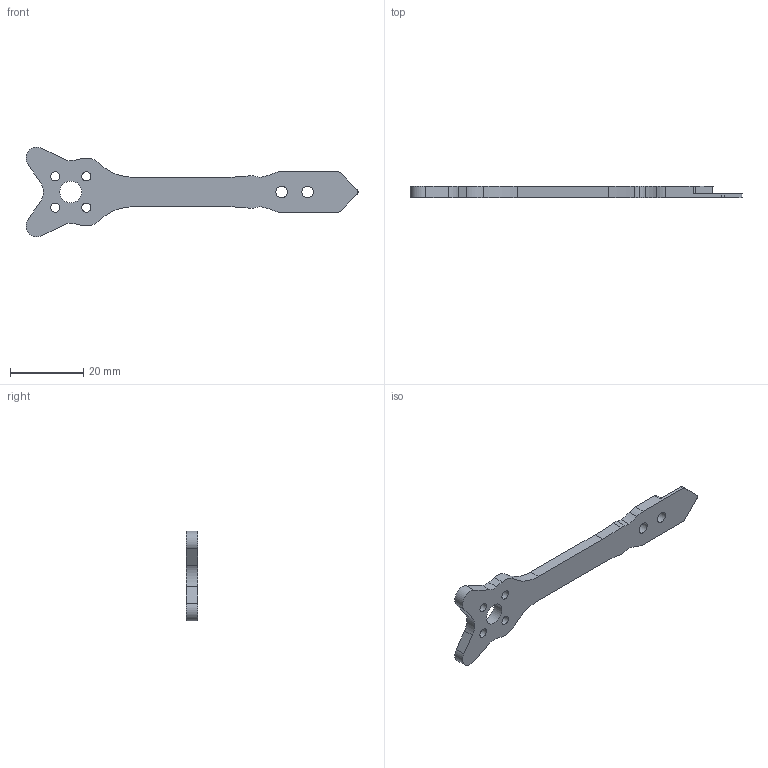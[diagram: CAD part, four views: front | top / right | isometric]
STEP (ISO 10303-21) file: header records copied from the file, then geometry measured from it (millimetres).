
FILE_DESCRIPTION(/* description */ (''),/* implementation_level */ '2;1');
FILE_NAME(/* name */ 'arm.step',/* time_stamp */ '2018-08-08T09:12:25+02:00',/* author */ ('account-autodeskZK8T7'),/* organization */ (''),/* preprocessor_version */ 'ST-DEVELOPER v17',/* originating_system */ 'Autodesk Translation Framework v7.1.0.215',/* authorisation */ '');
FILE_SCHEMA (('AUTOMOTIVE_DESIGN { 1 0 10303 214 3 1 1 }'));
Length unit declared in the file: millimetre
Products named in the file (1): arm
Bounding box: 90.38 x 3 x 24.38 mm (x, y, z)
Volume: 2597.9 mm3; surface area: 2671.1 mm2
Topology: 1 solids, 1 shells, 49 faces, 150 edges, 103 vertices
Faces by surface type: cylinder 32, plane 17
Full cylindrical faces by diameter (mm): 2.5 x4, 3.1 x2, 6 x1
Entity records: 1797 total; most frequent: DIRECTION 323, CARTESIAN_POINT 303, ORIENTED_EDGE 300, EDGE_CURVE 150, AXIS2_PLACEMENT_3D 123, VERTEX_POINT 103, LINE 77, VECTOR 77
